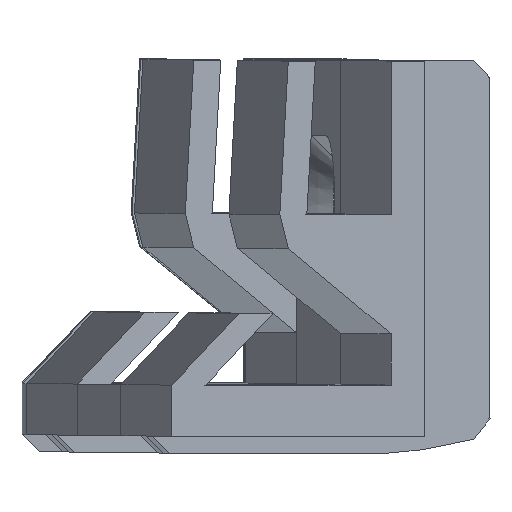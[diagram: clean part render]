
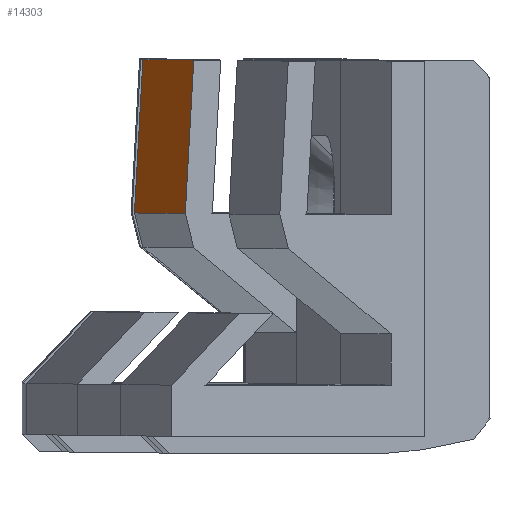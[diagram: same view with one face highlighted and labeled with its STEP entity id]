
A CAD part, left-side view. The second image highlights one B-rep face of the part: STEP entity #14303.
In plain terms, the highlighted face is planar.
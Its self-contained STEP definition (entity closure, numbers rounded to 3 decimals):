
#12408 = PLANE('',#12409);
#12409 = AXIS2_PLACEMENT_3D('',#12410,#12411,#12412);
#12410 = CARTESIAN_POINT('',(-10.5,5.766,9.503));
#12411 = DIRECTION('',(-1.,0.,0.));
#12412 = DIRECTION('',(0.,0.,1.));
#12842 = PLANE('',#12843);
#12843 = AXIS2_PLACEMENT_3D('',#12844,#12845,#12846);
#12844 = CARTESIAN_POINT('',(10.5,5.766,9.503));
#12845 = DIRECTION('',(-1.,0.,0.));
#12846 = DIRECTION('',(0.,0.,1.));
#13102 = VERTEX_POINT('',#13103);
#13103 = CARTESIAN_POINT('',(-10.5,8.1,22.));
#13117 = PLANE('',#13118);
#13118 = AXIS2_PLACEMENT_3D('',#13119,#13120,#13121);
#13119 = CARTESIAN_POINT('',(0.,6.5,22.));
#13120 = DIRECTION('',(0.,0.,-1.));
#13121 = DIRECTION('',(0.,1.,0.));
#13129 = EDGE_CURVE('',#13102,#13130,#13132,.T.);
#13130 = VERTEX_POINT('',#13131);
#13131 = CARTESIAN_POINT('',(-10.5,8.6,13.));
#13132 = SURFACE_CURVE('',#13133,(#13137,#13144),.PCURVE_S1.);
#13133 = LINE('',#13134,#13135);
#13134 = CARTESIAN_POINT('',(-10.5,8.1,22.));
#13135 = VECTOR('',#13136,1.);
#13136 = DIRECTION('',(0.,0.055,-0.998));
#13137 = PCURVE('',#12408,#13138);
#13138 = DEFINITIONAL_REPRESENTATION('',(#13139),#13143);
#13139 = LINE('',#13140,#13141);
#13140 = CARTESIAN_POINT('',(12.497,2.334));
#13141 = VECTOR('',#13142,1.);
#13142 = DIRECTION('',(-0.998,0.055));
#13143 = ( GEOMETRIC_REPRESENTATION_CONTEXT(2) 
PARAMETRIC_REPRESENTATION_CONTEXT() REPRESENTATION_CONTEXT('2D SPACE',''
  ) );
#13144 = PCURVE('',#13145,#13150);
#13145 = PLANE('',#13146);
#13146 = AXIS2_PLACEMENT_3D('',#13147,#13148,#13149);
#13147 = CARTESIAN_POINT('',(0.,8.1,22.));
#13148 = DIRECTION('',(-0.,-0.998,-0.055));
#13149 = DIRECTION('',(0.,0.055,-0.998));
#13150 = DEFINITIONAL_REPRESENTATION('',(#13151),#13155);
#13151 = LINE('',#13152,#13153);
#13152 = CARTESIAN_POINT('',(0.,-10.5));
#13153 = VECTOR('',#13154,1.);
#13154 = DIRECTION('',(1.,0.));
#13155 = ( GEOMETRIC_REPRESENTATION_CONTEXT(2) 
PARAMETRIC_REPRESENTATION_CONTEXT() REPRESENTATION_CONTEXT('2D SPACE',''
  ) );
#13173 = PLANE('',#13174);
#13174 = AXIS2_PLACEMENT_3D('',#13175,#13176,#13177);
#13175 = CARTESIAN_POINT('',(0.,8.6,13.));
#13176 = DIRECTION('',(0.,-0.97,0.243));
#13177 = DIRECTION('',(-0.,-0.243,-0.97));
#13948 = VERTEX_POINT('',#13949);
#13949 = CARTESIAN_POINT('',(10.5,8.1,22.));
#13970 = EDGE_CURVE('',#13948,#13971,#13973,.T.);
#13971 = VERTEX_POINT('',#13972);
#13972 = CARTESIAN_POINT('',(10.5,8.6,13.));
#13973 = SURFACE_CURVE('',#13974,(#13978,#13985),.PCURVE_S1.);
#13974 = LINE('',#13975,#13976);
#13975 = CARTESIAN_POINT('',(10.5,8.1,22.));
#13976 = VECTOR('',#13977,1.);
#13977 = DIRECTION('',(0.,0.055,-0.998));
#13978 = PCURVE('',#12842,#13979);
#13979 = DEFINITIONAL_REPRESENTATION('',(#13980),#13984);
#13980 = LINE('',#13981,#13982);
#13981 = CARTESIAN_POINT('',(12.497,2.334));
#13982 = VECTOR('',#13983,1.);
#13983 = DIRECTION('',(-0.998,0.055));
#13984 = ( GEOMETRIC_REPRESENTATION_CONTEXT(2) 
PARAMETRIC_REPRESENTATION_CONTEXT() REPRESENTATION_CONTEXT('2D SPACE',''
  ) );
#13985 = PCURVE('',#13145,#13986);
#13986 = DEFINITIONAL_REPRESENTATION('',(#13987),#13991);
#13987 = LINE('',#13988,#13989);
#13988 = CARTESIAN_POINT('',(0.,10.5));
#13989 = VECTOR('',#13990,1.);
#13990 = DIRECTION('',(1.,0.));
#13991 = ( GEOMETRIC_REPRESENTATION_CONTEXT(2) 
PARAMETRIC_REPRESENTATION_CONTEXT() REPRESENTATION_CONTEXT('2D SPACE',''
  ) );
#14281 = EDGE_CURVE('',#13948,#13102,#14282,.T.);
#14282 = SURFACE_CURVE('',#14283,(#14287,#14294),.PCURVE_S1.);
#14283 = LINE('',#14284,#14285);
#14284 = CARTESIAN_POINT('',(10.5,8.1,22.));
#14285 = VECTOR('',#14286,1.);
#14286 = DIRECTION('',(-1.,0.,0.));
#14287 = PCURVE('',#13117,#14288);
#14288 = DEFINITIONAL_REPRESENTATION('',(#14289),#14293);
#14289 = LINE('',#14290,#14291);
#14290 = CARTESIAN_POINT('',(1.6,10.5));
#14291 = VECTOR('',#14292,1.);
#14292 = DIRECTION('',(0.,-1.));
#14293 = ( GEOMETRIC_REPRESENTATION_CONTEXT(2) 
PARAMETRIC_REPRESENTATION_CONTEXT() REPRESENTATION_CONTEXT('2D SPACE',''
  ) );
#14294 = PCURVE('',#13145,#14295);
#14295 = DEFINITIONAL_REPRESENTATION('',(#14296),#14300);
#14296 = LINE('',#14297,#14298);
#14297 = CARTESIAN_POINT('',(0.,10.5));
#14298 = VECTOR('',#14299,1.);
#14299 = DIRECTION('',(0.,-1.));
#14300 = ( GEOMETRIC_REPRESENTATION_CONTEXT(2) 
PARAMETRIC_REPRESENTATION_CONTEXT() REPRESENTATION_CONTEXT('2D SPACE',''
  ) );
#14303 = ADVANCED_FACE('',(#14304),#13145,.F.);
#14304 = FACE_BOUND('',#14305,.F.);
#14305 = EDGE_LOOP('',(#14306,#14307,#14328,#14329));
#14306 = ORIENTED_EDGE('',*,*,#13129,.T.);
#14307 = ORIENTED_EDGE('',*,*,#14308,.F.);
#14308 = EDGE_CURVE('',#13971,#13130,#14309,.T.);
#14309 = SURFACE_CURVE('',#14310,(#14314,#14321),.PCURVE_S1.);
#14310 = LINE('',#14311,#14312);
#14311 = CARTESIAN_POINT('',(10.5,8.6,13.));
#14312 = VECTOR('',#14313,1.);
#14313 = DIRECTION('',(-1.,0.,0.));
#14314 = PCURVE('',#13145,#14315);
#14315 = DEFINITIONAL_REPRESENTATION('',(#14316),#14320);
#14316 = LINE('',#14317,#14318);
#14317 = CARTESIAN_POINT('',(9.014,10.5));
#14318 = VECTOR('',#14319,1.);
#14319 = DIRECTION('',(0.,-1.));
#14320 = ( GEOMETRIC_REPRESENTATION_CONTEXT(2) 
PARAMETRIC_REPRESENTATION_CONTEXT() REPRESENTATION_CONTEXT('2D SPACE',''
  ) );
#14321 = PCURVE('',#13173,#14322);
#14322 = DEFINITIONAL_REPRESENTATION('',(#14323),#14327);
#14323 = LINE('',#14324,#14325);
#14324 = CARTESIAN_POINT('',(-0.,10.5));
#14325 = VECTOR('',#14326,1.);
#14326 = DIRECTION('',(0.,-1.));
#14327 = ( GEOMETRIC_REPRESENTATION_CONTEXT(2) 
PARAMETRIC_REPRESENTATION_CONTEXT() REPRESENTATION_CONTEXT('2D SPACE',''
  ) );
#14328 = ORIENTED_EDGE('',*,*,#13970,.F.);
#14329 = ORIENTED_EDGE('',*,*,#14281,.T.);
